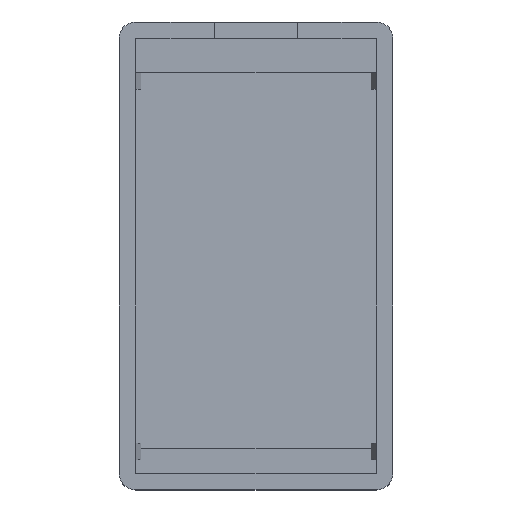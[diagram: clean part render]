
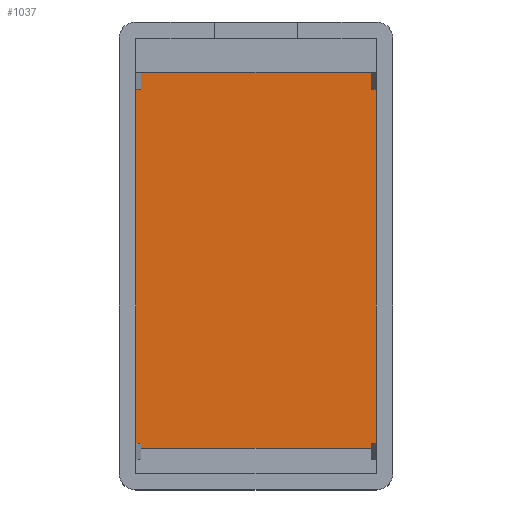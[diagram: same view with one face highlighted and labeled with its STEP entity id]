
A CAD part, top view. The second image highlights one B-rep face of the part: STEP entity #1037.
In plain terms, the highlighted planar face has unit normal (0, 0, 1).
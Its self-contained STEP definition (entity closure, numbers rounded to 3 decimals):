
#21 = DIRECTION ( 'NONE',  ( -1., 0., 0. ) ) ;
#40 = LINE ( 'NONE', #748, #918 ) ;
#88 = VECTOR ( 'NONE', #754, 1000. ) ;
#94 = CARTESIAN_POINT ( 'NONE',  ( -0.2, 2.8, -2. ) ) ;
#216 = CARTESIAN_POINT ( 'NONE',  ( 28.7, 48., -2. ) ) ;
#231 = AXIS2_PLACEMENT_3D ( 'NONE', #473, #827, #21 ) ;
#304 = PLANE ( 'NONE',  #231 ) ;
#352 = DIRECTION ( 'NONE',  ( 1., 0., 0. ) ) ;
#360 = EDGE_CURVE ( 'NONE', #874, #513, #1016, .T. ) ;
#365 = EDGE_CURVE ( 'NONE', #513, #1044, #568, .T. ) ;
#388 = DIRECTION ( 'NONE',  ( 0., -1., 0. ) ) ;
#426 = VERTEX_POINT ( 'NONE', #612 ) ;
#456 = FACE_OUTER_BOUND ( 'NONE', #1159, .T. ) ;
#457 = CARTESIAN_POINT ( 'NONE',  ( -0.2, 48., -2. ) ) ;
#460 = VECTOR ( 'NONE', #388, 1000. ) ;
#473 = CARTESIAN_POINT ( 'NONE',  ( 0., 0., -2. ) ) ;
#480 = CARTESIAN_POINT ( 'NONE',  ( 28.7, 48., -2. ) ) ;
#491 = ORIENTED_EDGE ( 'NONE', *, *, #365, .F. ) ;
#513 = VERTEX_POINT ( 'NONE', #457 ) ;
#516 = EDGE_CURVE ( 'NONE', #426, #874, #40, .T. ) ;
#568 = LINE ( 'NONE', #480, #651 ) ;
#612 = CARTESIAN_POINT ( 'NONE',  ( 28.7, 2.8, -2. ) ) ;
#615 = ORIENTED_EDGE ( 'NONE', *, *, #516, .F. ) ;
#629 = EDGE_CURVE ( 'NONE', #1044, #426, #1109, .T. ) ;
#651 = VECTOR ( 'NONE', #352, 1000. ) ;
#748 = CARTESIAN_POINT ( 'NONE',  ( 28.7, 2.8, -2. ) ) ;
#754 = DIRECTION ( 'NONE',  ( 0., 1., 0. ) ) ;
#776 = ORIENTED_EDGE ( 'NONE', *, *, #629, .F. ) ;
#827 = DIRECTION ( 'NONE',  ( 0., 0., -1. ) ) ;
#839 = DIRECTION ( 'NONE',  ( -1., 0., 0. ) ) ;
#874 = VERTEX_POINT ( 'NONE', #94 ) ;
#915 = CARTESIAN_POINT ( 'NONE',  ( 28.7, -0.2, -2. ) ) ;
#918 = VECTOR ( 'NONE', #839, 1000. ) ;
#1016 = LINE ( 'NONE', #1019, #88 ) ;
#1019 = CARTESIAN_POINT ( 'NONE',  ( -0.2, 52., -2. ) ) ;
#1037 = ADVANCED_FACE ( 'NONE', ( #456 ), #304, .F. ) ;
#1044 = VERTEX_POINT ( 'NONE', #216 ) ;
#1064 = ORIENTED_EDGE ( 'NONE', *, *, #360, .F. ) ;
#1109 = LINE ( 'NONE', #915, #460 ) ;
#1159 = EDGE_LOOP ( 'NONE', ( #615, #776, #491, #1064 ) ) ;
